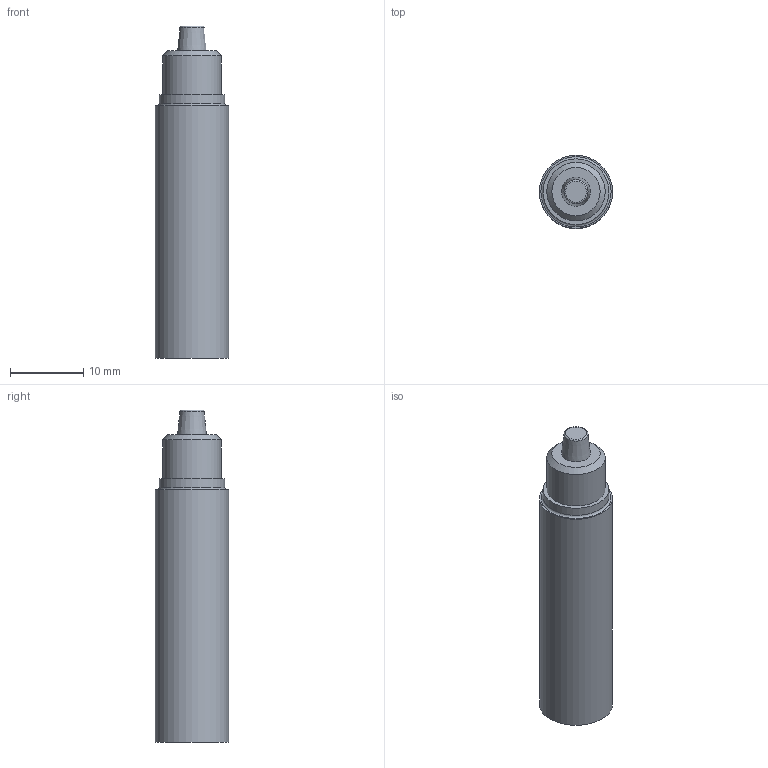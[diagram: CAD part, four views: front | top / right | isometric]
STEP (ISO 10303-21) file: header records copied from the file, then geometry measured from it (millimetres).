
FILE_DESCRIPTION(/* description */ ('STEP AP214'),/* implementation_level */ '2;1');
FILE_NAME(/* name */ '8160237_DYEF-G8-M8-Y1F',/* time_stamp */ '2024-08-23T15:44:17+02:00',/* author */ ('License CC BY-ND 4.0'),/* organization */ ('CADENAS'),/* preprocessor_version */ 'ST-DEVELOPER v19.3',/* originating_system */ 'PARTsolutions',/* authorisation */ ' ');
FILE_SCHEMA (('AUTOMOTIVE_DESIGN {1 0 10303 214 3 1 1}'));
Length unit declared in the file: millimetre
Products named in the file (3): 8160237 DYEF-G8-M8-Y1F---(0); 8074426 DYEF-G8-M8x1; 548373 DYEF-M8-Y1F_P
Assembly tree (2 placements, depth 2):
  8160237 DYEF-G8-M8-Y1F---(0)
    8074426 DYEF-G8-M8x1
    548373 DYEF-M8-Y1F_P
Bounding box: 10 x 10 x 45.4 mm (x, y, z)
Volume: 2956.5 mm3; surface area: 3278.2 mm2
Topology: 2 solids, 2 shells, 54 faces, 110 edges, 65 vertices
Faces by surface type: plane 33, cone 13, cylinder 6, torus 2
Full cylindrical faces by diameter (mm): 4.459 x1, 6.917 x1, 8 x1, 8.1 x1, 9 x1, 10 x1
Entity records: 1606 total; most frequent: CARTESIAN_POINT 264, DIRECTION 226, ORIENTED_EDGE 184, EDGE_CURVE 92, AXIS2_PLACEMENT_3D 89, FACE_BOUND 77, EDGE_LOOP 76, VERTEX_POINT 63
